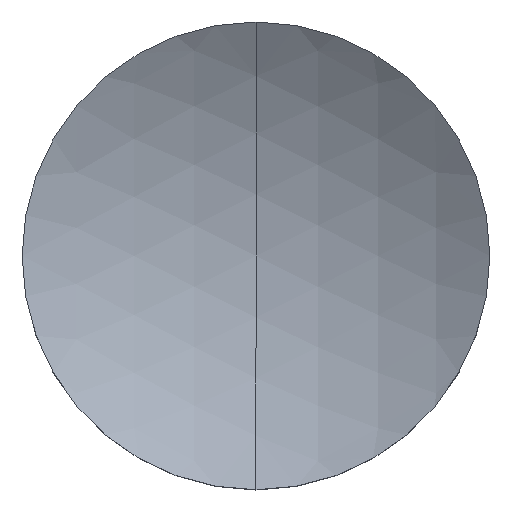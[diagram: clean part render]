
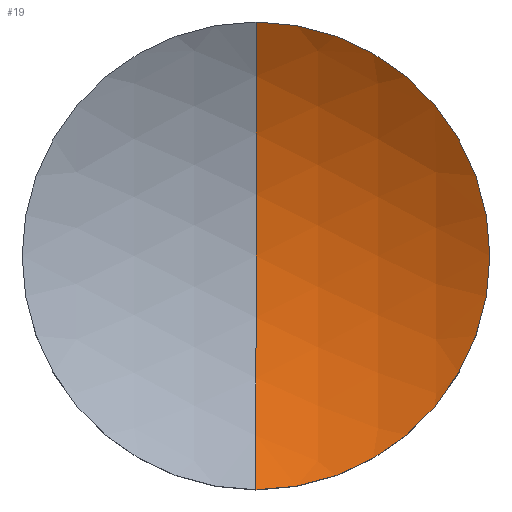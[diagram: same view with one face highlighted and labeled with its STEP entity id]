
A CAD part, top view. The second image highlights one B-rep face of the part: STEP entity #19.
In plain terms, the highlighted spherical face has radius 23.35 mm.
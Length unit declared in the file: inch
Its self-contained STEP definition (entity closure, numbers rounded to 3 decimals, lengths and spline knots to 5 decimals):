
#3 = VERTEX_POINT ( 'NONE', #144 ) ;
#7 = EDGE_CURVE ( 'NONE', #3, #145, #195, .T. ) ;
#8 = VERTEX_POINT ( 'NONE', #207 ) ;
#10 = ORIENTED_EDGE ( 'NONE', *, *, #171, .T. ) ;
#11 = ORIENTED_EDGE ( 'NONE', *, *, #12, .T. ) ;
#12 = EDGE_CURVE ( 'NONE', #3, #21, #205, .T. ) ;
#19 = ADVANCED_FACE ( 'NONE', ( #265 ), #261, .F. ) ;
#20 = EDGE_CURVE ( 'NONE', #21, #8, #277, .T. ) ;
#21 = VERTEX_POINT ( 'NONE', #252 ) ;
#24 = ORIENTED_EDGE ( 'NONE', *, *, #20, .T. ) ;
#25 = ORIENTED_EDGE ( 'NONE', *, *, #7, .F. ) ;
#26 = EDGE_LOOP ( 'NONE', ( #25, #11, #24, #10 ) ) ;
#73 = AXIS2_PLACEMENT_3D ( 'NONE', #101, #103, #98 ) ;
#98 = DIRECTION ( 'NONE',  ( 1., 0., 0. ) ) ;
#101 = CARTESIAN_POINT ( 'NONE',  ( 0., 0., 0.21676 ) ) ;
#102 = CIRCLE ( 'NONE', #73, 0.5 ) ;
#103 = DIRECTION ( 'NONE',  ( 0., 0., 1. ) ) ;
#144 = CARTESIAN_POINT ( 'NONE',  ( 0., 0., 0.0689 ) ) ;
#145 = VERTEX_POINT ( 'NONE', #251 ) ;
#171 = EDGE_CURVE ( 'NONE', #8, #145, #102, .T. ) ;
#195 = CIRCLE ( 'NONE', #225, 0.91929 ) ;
#196 = DIRECTION ( 'NONE',  ( 0., 0., -1. ) ) ;
#204 = AXIS2_PLACEMENT_3D ( 'NONE', #208, #233, #232 ) ;
#205 = CIRCLE ( 'NONE', #204, 0.91929 ) ;
#207 = CARTESIAN_POINT ( 'NONE',  ( 0.5, 0., 0.21676 ) ) ;
#208 = CARTESIAN_POINT ( 'NONE',  ( 0., 0., 0.98819 ) ) ;
#209 = DIRECTION ( 'NONE',  ( 1., 0., 0. ) ) ;
#210 = CARTESIAN_POINT ( 'NONE',  ( 0., 0., 0.98819 ) ) ;
#225 = AXIS2_PLACEMENT_3D ( 'NONE', #210, #209, #196 ) ;
#232 = DIRECTION ( 'NONE',  ( 0., -1., 0. ) ) ;
#233 = DIRECTION ( 'NONE',  ( -1., 0., 0. ) ) ;
#251 = CARTESIAN_POINT ( 'NONE',  ( 0., 0.5, 0.21676 ) ) ;
#252 = CARTESIAN_POINT ( 'NONE',  ( 0., -0.5, 0.21676 ) ) ;
#253 = DIRECTION ( 'NONE',  ( 1., 0., 0. ) ) ;
#260 = CARTESIAN_POINT ( 'NONE',  ( 0., 0., 0.98819 ) ) ;
#261 = SPHERICAL_SURFACE ( 'NONE', #269, 0.91929 ) ;
#265 = FACE_OUTER_BOUND ( 'NONE', #26, .T. ) ;
#269 = AXIS2_PLACEMENT_3D ( 'NONE', #260, #279, #278 ) ;
#274 = DIRECTION ( 'NONE',  ( 0., 0., 1. ) ) ;
#275 = CARTESIAN_POINT ( 'NONE',  ( 0., 0., 0.21676 ) ) ;
#276 = AXIS2_PLACEMENT_3D ( 'NONE', #275, #274, #253 ) ;
#277 = CIRCLE ( 'NONE', #276, 0.5 ) ;
#278 = DIRECTION ( 'NONE',  ( 0., 1., 0. ) ) ;
#279 = DIRECTION ( 'NONE',  ( -1., 0., 0. ) ) ;
